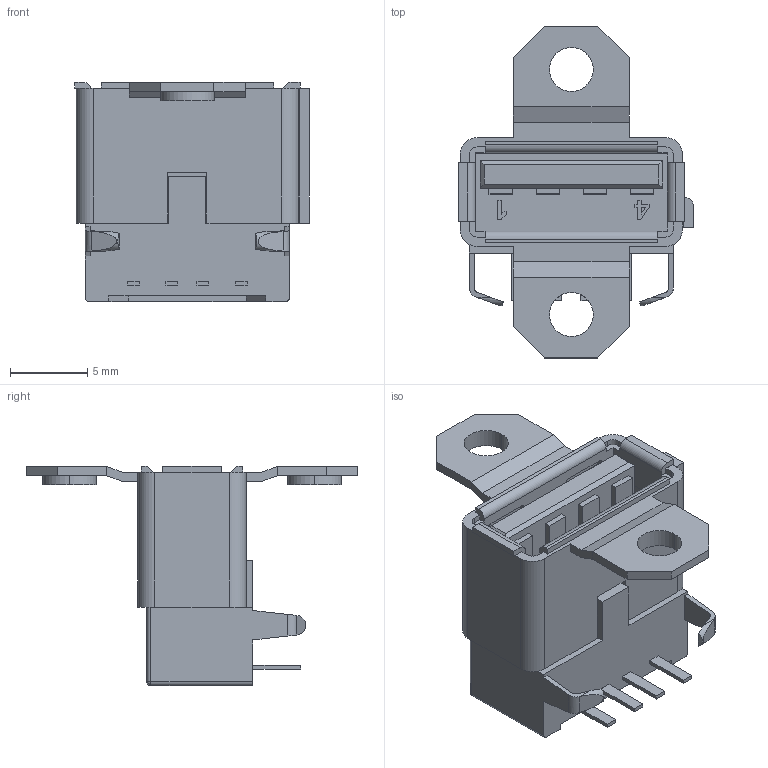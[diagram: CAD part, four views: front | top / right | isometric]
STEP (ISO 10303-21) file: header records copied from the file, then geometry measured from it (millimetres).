
FILE_DESCRIPTION (( 'STEP AP214' ), '1' );
FILE_NAME ('UC-A-PMT.STEP', '2012-10-08T18:39:18', ( 'x' ), ( '' ), 'SwSTEP 2.0', 'SolidWorks 2012', '' );
FILE_SCHEMA (( 'AUTOMOTIVE_DESIGN' ));
Length unit declared in the file: millimetre
Products named in the file (3): UC-A-PMT; USBAFT-MA2; USB PLUG
Assembly tree (2 placements, depth 2):
  UC-A-PMT
    USB PLUG
    USBAFT-MA2
Bounding box: 15.21 x 21.5 x 14.2 mm (x, y, z)
Volume: 1033.6 mm3; surface area: 2293.7 mm2
Topology: 4 solids, 4 shells, 272 faces, 754 edges, 498 vertices
Faces by surface type: plane 205, cylinder 63, sphere 2, bspline 2
Entity records: 9778 total; most frequent: CARTESIAN_POINT 1679, ORIENTED_EDGE 1504, DIRECTION 1392, EDGE_CURVE 752, VECTOR 618, LINE 618, VERTEX_POINT 498, AXIS2_PLACEMENT_3D 387
